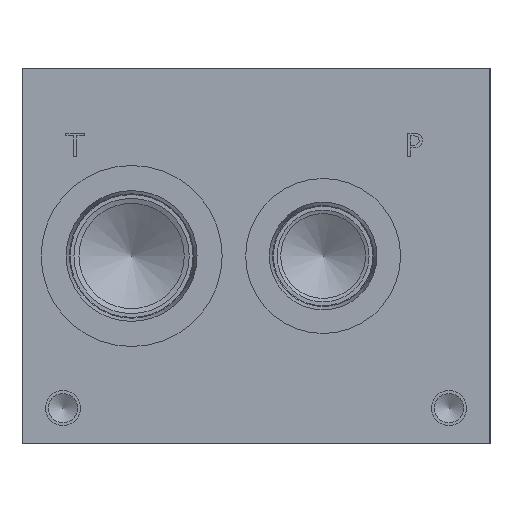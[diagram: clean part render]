
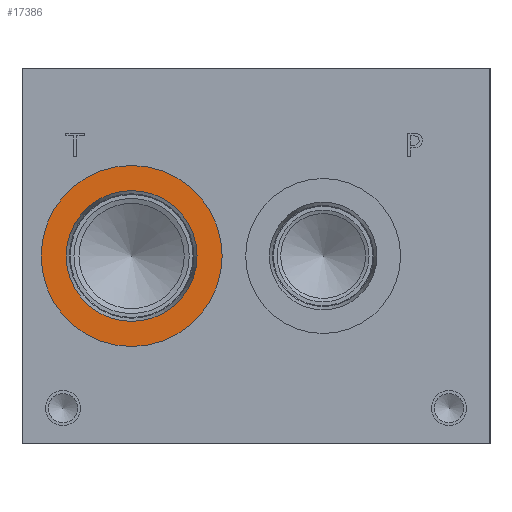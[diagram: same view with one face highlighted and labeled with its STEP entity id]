
A CAD part, left-side view. The second image highlights one B-rep face of the part: STEP entity #17386.
In plain terms, the highlighted planar face has unit normal (-1, 0, 0).
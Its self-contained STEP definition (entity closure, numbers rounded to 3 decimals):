
#387=CIRCLE('',#18240,24.562);
#388=CIRCLE('',#18241,24.562);
#389=CIRCLE('',#18243,17.755);
#390=CIRCLE('',#18244,17.755);
#892=FACE_BOUND('',#3122,.T.);
#1393=PLANE('',#18242);
#2111=FACE_OUTER_BOUND('',#3121,.T.);
#3121=EDGE_LOOP('',(#14643,#14644));
#3122=EDGE_LOOP('',(#14645,#14646));
#8112=VERTEX_POINT('',#29302);
#8113=VERTEX_POINT('',#29304);
#8114=VERTEX_POINT('',#29308);
#8115=VERTEX_POINT('',#29309);
#10409=EDGE_CURVE('',#8112,#8113,#387,.T.);
#10410=EDGE_CURVE('',#8113,#8112,#388,.T.);
#10411=EDGE_CURVE('',#8114,#8115,#389,.T.);
#10412=EDGE_CURVE('',#8115,#8114,#390,.T.);
#14643=ORIENTED_EDGE('',*,*,#10410,.F.);
#14644=ORIENTED_EDGE('',*,*,#10409,.F.);
#14645=ORIENTED_EDGE('',*,*,#10411,.T.);
#14646=ORIENTED_EDGE('',*,*,#10412,.T.);
#17386=ADVANCED_FACE('',(#2111,#892),#1393,.F.);
#18240=AXIS2_PLACEMENT_3D('',#29305,#21388,#21389);
#18241=AXIS2_PLACEMENT_3D('',#29306,#21390,#21391);
#18242=AXIS2_PLACEMENT_3D('',#29307,#21392,#21393);
#18243=AXIS2_PLACEMENT_3D('',#29310,#21394,#21395);
#18244=AXIS2_PLACEMENT_3D('',#29311,#21396,#21397);
#21388=DIRECTION('center_axis',(1.,0.,0.));
#21389=DIRECTION('ref_axis',(0.,0.,-1.));
#21390=DIRECTION('center_axis',(1.,0.,0.));
#21391=DIRECTION('ref_axis',(0.,0.,-1.));
#21392=DIRECTION('center_axis',(1.,0.,0.));
#21393=DIRECTION('ref_axis',(0.,0.,-1.));
#21394=DIRECTION('center_axis',(1.,0.,0.));
#21395=DIRECTION('ref_axis',(0.,0.,-1.));
#21396=DIRECTION('center_axis',(1.,0.,0.));
#21397=DIRECTION('ref_axis',(0.,0.,-1.));
#29302=CARTESIAN_POINT('',(0.787,97.257,26.238));
#29304=CARTESIAN_POINT('',(0.787,97.257,75.362));
#29305=CARTESIAN_POINT('Origin',(0.787,97.257,50.8));
#29306=CARTESIAN_POINT('Origin',(0.787,97.257,50.8));
#29307=CARTESIAN_POINT('Origin',(0.787,97.257,68.555));
#29308=CARTESIAN_POINT('',(0.787,97.257,68.555));
#29309=CARTESIAN_POINT('',(0.787,97.257,33.045));
#29310=CARTESIAN_POINT('Origin',(0.787,97.257,50.8));
#29311=CARTESIAN_POINT('Origin',(0.787,97.257,50.8));
